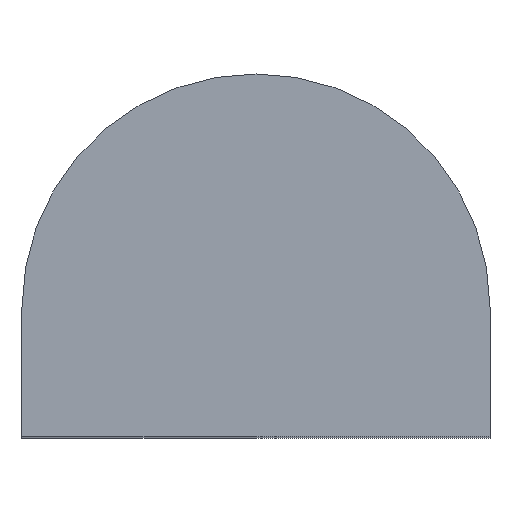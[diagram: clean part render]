
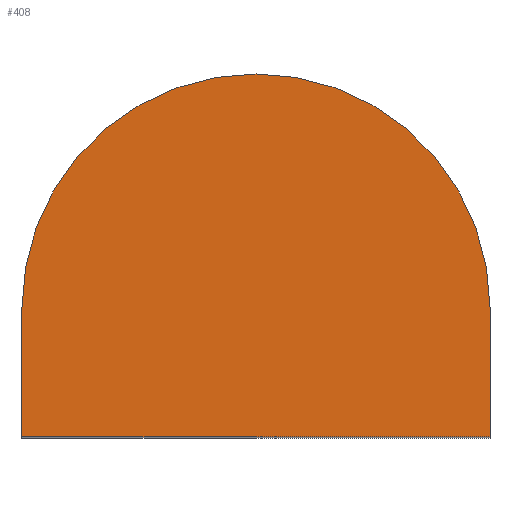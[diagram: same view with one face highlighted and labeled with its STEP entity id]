
A CAD part, top view. The second image highlights one B-rep face of the part: STEP entity #408.
In plain terms, the highlighted planar face has unit normal (0, 0, 1).
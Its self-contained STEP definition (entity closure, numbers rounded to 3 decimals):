
#39 = VERTEX_POINT('',#40);
#40 = CARTESIAN_POINT('',(1.18,-1.,6.9));
#47 = PLANE('',#48);
#48 = AXIS2_PLACEMENT_3D('',#49,#50,#51);
#49 = CARTESIAN_POINT('',(1.18,-1.,0.));
#50 = DIRECTION('',(-1.,0.,0.));
#51 = DIRECTION('',(0.,1.,0.));
#59 = PLANE('',#60);
#60 = AXIS2_PLACEMENT_3D('',#61,#62,#63);
#61 = CARTESIAN_POINT('',(-3.72,-1.,0.));
#62 = DIRECTION('',(0.,1.,0.));
#63 = DIRECTION('',(1.,0.,0.));
#71 = EDGE_CURVE('',#39,#72,#74,.T.);
#72 = VERTEX_POINT('',#73);
#73 = CARTESIAN_POINT('',(1.18,0.35,6.9));
#74 = SURFACE_CURVE('',#75,(#79,#86),.PCURVE_S1.);
#75 = LINE('',#76,#77);
#76 = CARTESIAN_POINT('',(1.18,-1.,6.9));
#77 = VECTOR('',#78,1.);
#78 = DIRECTION('',(0.,1.,0.));
#79 = PCURVE('',#47,#80);
#80 = DEFINITIONAL_REPRESENTATION('',(#81),#85);
#81 = LINE('',#82,#83);
#82 = CARTESIAN_POINT('',(0.,-6.9));
#83 = VECTOR('',#84,1.);
#84 = DIRECTION('',(1.,0.));
#85 = ( GEOMETRIC_REPRESENTATION_CONTEXT(2) 
PARAMETRIC_REPRESENTATION_CONTEXT() REPRESENTATION_CONTEXT('2D SPACE',''
  ) );
#86 = PCURVE('',#87,#92);
#87 = PLANE('',#88);
#88 = AXIS2_PLACEMENT_3D('',#89,#90,#91);
#89 = CARTESIAN_POINT('',(-1.27,0.481,6.9));
#90 = DIRECTION('',(0.,0.,1.));
#91 = DIRECTION('',(1.,0.,0.));
#92 = DEFINITIONAL_REPRESENTATION('',(#93),#97);
#93 = LINE('',#94,#95);
#94 = CARTESIAN_POINT('',(2.45,-1.481));
#95 = VECTOR('',#96,1.);
#96 = DIRECTION('',(0.,1.));
#97 = ( GEOMETRIC_REPRESENTATION_CONTEXT(2) 
PARAMETRIC_REPRESENTATION_CONTEXT() REPRESENTATION_CONTEXT('2D SPACE',''
  ) );
#115 = PLANE('',#116);
#116 = AXIS2_PLACEMENT_3D('',#117,#118,#119);
#117 = CARTESIAN_POINT('',(1.18,0.35,0.));
#118 = DIRECTION('',(0.447,0.894,-0.));
#119 = DIRECTION('',(0.894,-0.447,0.));
#157 = EDGE_CURVE('',#72,#72,#158,.T.);
#158 = SURFACE_CURVE('',#159,(#163,#170),.PCURVE_S1.);
#159 = LINE('',#160,#161);
#160 = CARTESIAN_POINT('',(1.18,0.35,6.9));
#161 = VECTOR('',#162,1.);
#162 = DIRECTION('',(0.894,-0.447,0.));
#163 = PCURVE('',#115,#164);
#164 = DEFINITIONAL_REPRESENTATION('',(#165),#169);
#165 = LINE('',#166,#167);
#166 = CARTESIAN_POINT('',(0.,-6.9));
#167 = VECTOR('',#168,1.);
#168 = DIRECTION('',(1.,0.));
#169 = ( GEOMETRIC_REPRESENTATION_CONTEXT(2) 
PARAMETRIC_REPRESENTATION_CONTEXT() REPRESENTATION_CONTEXT('2D SPACE',''
  ) );
#170 = PCURVE('',#87,#171);
#171 = DEFINITIONAL_REPRESENTATION('',(#172),#176);
#172 = LINE('',#173,#174);
#173 = CARTESIAN_POINT('',(2.45,-0.131));
#174 = VECTOR('',#175,1.);
#175 = DIRECTION('',(0.894,-0.447));
#176 = ( GEOMETRIC_REPRESENTATION_CONTEXT(2) 
PARAMETRIC_REPRESENTATION_CONTEXT() REPRESENTATION_CONTEXT('2D SPACE',''
  ) );
#204 = EDGE_CURVE('',#72,#205,#207,.T.);
#205 = VERTEX_POINT('',#206);
#206 = CARTESIAN_POINT('',(-3.72,0.35,6.9));
#207 = SURFACE_CURVE('',#208,(#213,#225),.PCURVE_S1.);
#208 = CIRCLE('',#209,2.45);
#209 = AXIS2_PLACEMENT_3D('',#210,#211,#212);
#210 = CARTESIAN_POINT('',(-1.27,0.35,6.9));
#211 = DIRECTION('',(0.,0.,1.));
#212 = DIRECTION('',(1.,0.,0.));
#213 = PCURVE('',#214,#219);
#214 = CYLINDRICAL_SURFACE('',#215,2.45);
#215 = AXIS2_PLACEMENT_3D('',#216,#217,#218);
#216 = CARTESIAN_POINT('',(-1.27,0.35,0.));
#217 = DIRECTION('',(-0.,-0.,-1.));
#218 = DIRECTION('',(1.,0.,0.));
#219 = DEFINITIONAL_REPRESENTATION('',(#220),#224);
#220 = LINE('',#221,#222);
#221 = CARTESIAN_POINT('',(-0.,-6.9));
#222 = VECTOR('',#223,1.);
#223 = DIRECTION('',(-1.,0.));
#224 = ( GEOMETRIC_REPRESENTATION_CONTEXT(2) 
PARAMETRIC_REPRESENTATION_CONTEXT() REPRESENTATION_CONTEXT('2D SPACE',''
  ) );
#225 = PCURVE('',#87,#226);
#226 = DEFINITIONAL_REPRESENTATION('',(#227),#231);
#227 = CIRCLE('',#228,2.45);
#228 = AXIS2_PLACEMENT_2D('',#229,#230);
#229 = CARTESIAN_POINT('',(0.,-0.131));
#230 = DIRECTION('',(1.,0.));
#231 = ( GEOMETRIC_REPRESENTATION_CONTEXT(2) 
PARAMETRIC_REPRESENTATION_CONTEXT() REPRESENTATION_CONTEXT('2D SPACE',''
  ) );
#249 = PLANE('',#250);
#250 = AXIS2_PLACEMENT_3D('',#251,#252,#253);
#251 = CARTESIAN_POINT('',(-3.72,0.35,0.));
#252 = DIRECTION('',(1.,0.,-0.));
#253 = DIRECTION('',(0.,-1.,0.));
#287 = EDGE_CURVE('',#205,#288,#290,.T.);
#288 = VERTEX_POINT('',#289);
#289 = CARTESIAN_POINT('',(-3.72,-1.,6.9));
#290 = SURFACE_CURVE('',#291,(#295,#302),.PCURVE_S1.);
#291 = LINE('',#292,#293);
#292 = CARTESIAN_POINT('',(-3.72,0.35,6.9));
#293 = VECTOR('',#294,1.);
#294 = DIRECTION('',(0.,-1.,0.));
#295 = PCURVE('',#249,#296);
#296 = DEFINITIONAL_REPRESENTATION('',(#297),#301);
#297 = LINE('',#298,#299);
#298 = CARTESIAN_POINT('',(0.,-6.9));
#299 = VECTOR('',#300,1.);
#300 = DIRECTION('',(1.,0.));
#301 = ( GEOMETRIC_REPRESENTATION_CONTEXT(2) 
PARAMETRIC_REPRESENTATION_CONTEXT() REPRESENTATION_CONTEXT('2D SPACE',''
  ) );
#302 = PCURVE('',#87,#303);
#303 = DEFINITIONAL_REPRESENTATION('',(#304),#308);
#304 = LINE('',#305,#306);
#305 = CARTESIAN_POINT('',(-2.45,-0.131));
#306 = VECTOR('',#307,1.);
#307 = DIRECTION('',(0.,-1.));
#308 = ( GEOMETRIC_REPRESENTATION_CONTEXT(2) 
PARAMETRIC_REPRESENTATION_CONTEXT() REPRESENTATION_CONTEXT('2D SPACE',''
  ) );
#358 = EDGE_CURVE('',#288,#39,#359,.T.);
#359 = SURFACE_CURVE('',#360,(#364,#371),.PCURVE_S1.);
#360 = LINE('',#361,#362);
#361 = CARTESIAN_POINT('',(-3.72,-1.,6.9));
#362 = VECTOR('',#363,1.);
#363 = DIRECTION('',(1.,0.,0.));
#364 = PCURVE('',#59,#365);
#365 = DEFINITIONAL_REPRESENTATION('',(#366),#370);
#366 = LINE('',#367,#368);
#367 = CARTESIAN_POINT('',(0.,-6.9));
#368 = VECTOR('',#369,1.);
#369 = DIRECTION('',(1.,0.));
#370 = ( GEOMETRIC_REPRESENTATION_CONTEXT(2) 
PARAMETRIC_REPRESENTATION_CONTEXT() REPRESENTATION_CONTEXT('2D SPACE',''
  ) );
#371 = PCURVE('',#87,#372);
#372 = DEFINITIONAL_REPRESENTATION('',(#373),#377);
#373 = LINE('',#374,#375);
#374 = CARTESIAN_POINT('',(-2.45,-1.481));
#375 = VECTOR('',#376,1.);
#376 = DIRECTION('',(1.,0.));
#377 = ( GEOMETRIC_REPRESENTATION_CONTEXT(2) 
PARAMETRIC_REPRESENTATION_CONTEXT() REPRESENTATION_CONTEXT('2D SPACE',''
  ) );
#408 = ADVANCED_FACE('',(#409),#87,.T.);
#409 = FACE_BOUND('',#410,.T.);
#410 = EDGE_LOOP('',(#411,#412,#413,#414,#415));
#411 = ORIENTED_EDGE('',*,*,#71,.T.);
#412 = ORIENTED_EDGE('',*,*,#157,.T.);
#413 = ORIENTED_EDGE('',*,*,#204,.T.);
#414 = ORIENTED_EDGE('',*,*,#287,.T.);
#415 = ORIENTED_EDGE('',*,*,#358,.T.);
